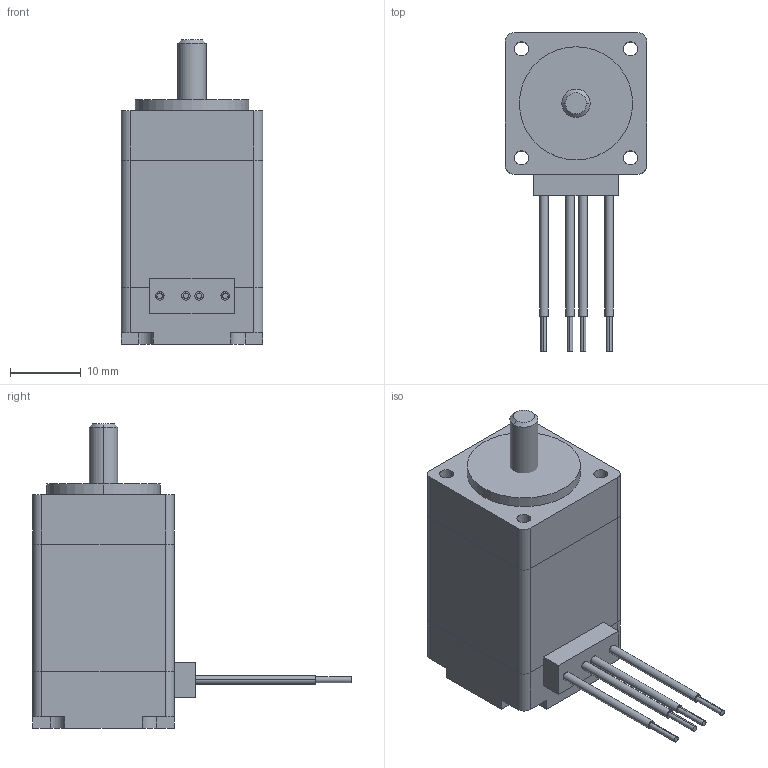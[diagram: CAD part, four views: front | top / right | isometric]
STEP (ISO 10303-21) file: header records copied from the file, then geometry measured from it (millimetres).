
FILE_DESCRIPTION (( 'STEP AP214' ), '1' );
FILE_NAME ('20HS233-0604-002.STEP', '2023-11-23T04:55:26', ( 'MM' ), ( 'Microsoft' ), 'SwSTEP 2.0', 'SolidWorks 2020', '' );
FILE_SCHEMA (( 'AUTOMOTIVE_DESIGN' ));
Length unit declared in the file: millimetre
Products named in the file (1): 20HS233-0604-002
Bounding box: 20 x 45 x 43 mm (x, y, z)
Volume: 13330 mm3; surface area: 5771.5 mm2
Topology: 2 solids, 2 shells, 115 faces, 292 edges, 192 vertices
Faces by surface type: cylinder 64, plane 47, cone 4
Entity records: 4214 total; most frequent: DIRECTION 656, CARTESIAN_POINT 600, ORIENTED_EDGE 584, EDGE_CURVE 292, AXIS2_PLACEMENT_3D 248, VERTEX_POINT 192, VECTOR 160, LINE 160
